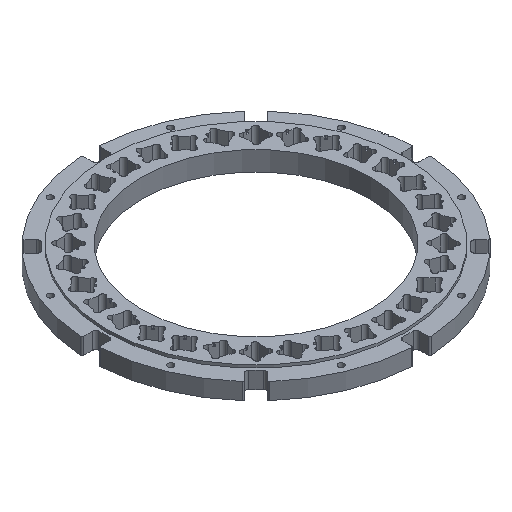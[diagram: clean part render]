
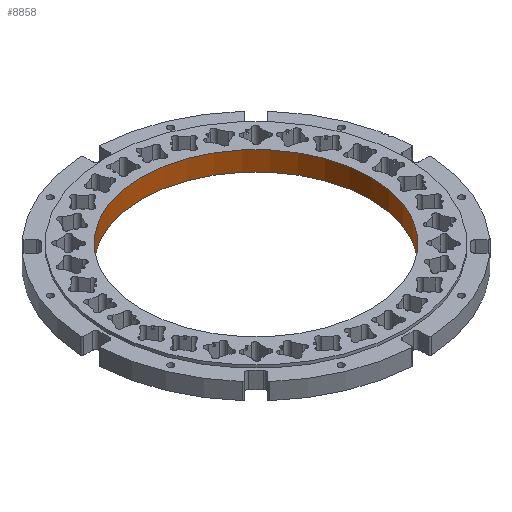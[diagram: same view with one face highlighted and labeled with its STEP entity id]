
A CAD part, isometric view. The second image highlights one B-rep face of the part: STEP entity #8858.
In plain terms, the highlighted cylindrical face has radius 83 mm (diameter 166 mm), a full revolution.
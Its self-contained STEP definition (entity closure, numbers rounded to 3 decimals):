
#749=FACE_OUTER_BOUND('',#1320,.T.);
#1320=EDGE_LOOP('',(#7879,#7880,#7881,#7882));
#1440=CIRCLE('',#8995,83.);
#1589=CIRCLE('',#9277,83.);
#2597=LINE('',#14981,#3395);
#3395=VECTOR('',#12324,83.);
#3554=VERTEX_POINT('',#12767);
#3866=VERTEX_POINT('',#13624);
#4416=EDGE_CURVE('',#3554,#3554,#1440,.T.);
#4828=EDGE_CURVE('',#3866,#3866,#1589,.T.);
#5506=EDGE_CURVE('',#3554,#3866,#2597,.T.);
#7879=ORIENTED_EDGE('',*,*,#4416,.F.);
#7880=ORIENTED_EDGE('',*,*,#5506,.T.);
#7881=ORIENTED_EDGE('',*,*,#4828,.T.);
#7882=ORIENTED_EDGE('',*,*,#5506,.F.);
#8418=CYLINDRICAL_SURFACE('',#9799,83.);
#8858=ADVANCED_FACE('',(#749),#8418,.F.);
#8995=AXIS2_PLACEMENT_3D('',#12768,#10031,#10032);
#9277=AXIS2_PLACEMENT_3D('',#13625,#10858,#10859);
#9799=AXIS2_PLACEMENT_3D('',#14980,#12322,#12323);
#10031=DIRECTION('center_axis',(0.,0.,1.));
#10032=DIRECTION('ref_axis',(1.,0.,0.));
#10858=DIRECTION('center_axis',(0.,0.,1.));
#10859=DIRECTION('ref_axis',(1.,0.,0.));
#12322=DIRECTION('center_axis',(0.,0.,1.));
#12323=DIRECTION('ref_axis',(1.,0.,0.));
#12324=DIRECTION('',(0.,0.,1.));
#12767=CARTESIAN_POINT('',(-83.,0.,-2.));
#12768=CARTESIAN_POINT('Origin',(0.,0.,-2.));
#13624=CARTESIAN_POINT('',(-83.,0.,12.));
#13625=CARTESIAN_POINT('Origin',(0.,0.,12.));
#14980=CARTESIAN_POINT('Origin',(0.,0.,-2.));
#14981=CARTESIAN_POINT('',(-83.,0.,-2.));
